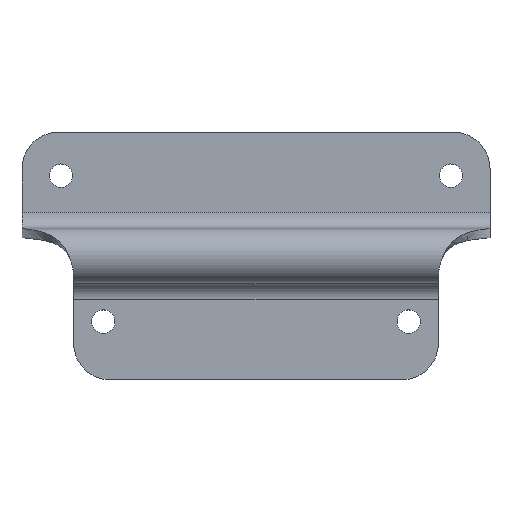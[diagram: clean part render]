
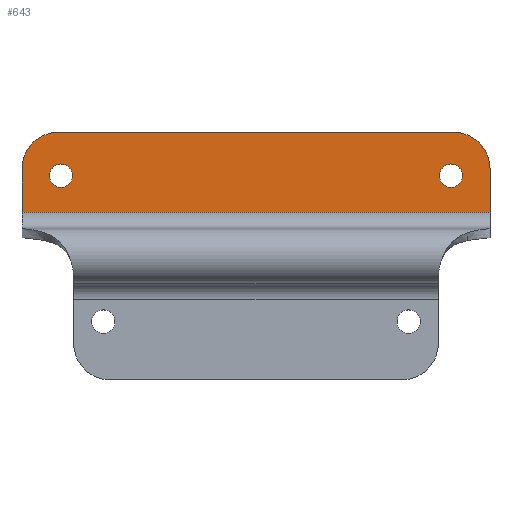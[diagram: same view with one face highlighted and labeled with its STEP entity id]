
A CAD part, top view. The second image highlights one B-rep face of the part: STEP entity #643.
In plain terms, the highlighted planar face has unit normal (0, 0, 1).
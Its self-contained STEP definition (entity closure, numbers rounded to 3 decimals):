
#33=FACE_BOUND('',#114,.T.);
#34=FACE_BOUND('',#115,.T.);
#46=PLANE('',#726);
#75=FACE_OUTER_BOUND('',#113,.T.);
#113=EDGE_LOOP('',(#567,#568,#569,#570,#571,#572));
#114=EDGE_LOOP('',(#573,#574));
#115=EDGE_LOOP('',(#575,#576));
#141=LINE('',#1069,#191);
#161=LINE('',#1197,#211);
#165=LINE('',#1211,#215);
#167=LINE('',#1214,#217);
#191=VECTOR('',#819,10.);
#211=VECTOR('',#877,10.);
#215=VECTOR('',#893,10.);
#217=VECTOR('',#897,10.);
#224=CIRCLE('',#674,2.55);
#225=CIRCLE('',#675,2.55);
#227=CIRCLE('',#678,2.55);
#228=CIRCLE('',#679,2.55);
#245=CIRCLE('',#704,8.);
#256=CIRCLE('',#727,8.);
#260=VERTEX_POINT('',#923);
#261=VERTEX_POINT('',#924);
#263=VERTEX_POINT('',#931);
#264=VERTEX_POINT('',#932);
#292=VERTEX_POINT('',#1066);
#293=VERTEX_POINT('',#1068);
#298=VERTEX_POINT('',#1080);
#315=VERTEX_POINT('',#1194);
#316=VERTEX_POINT('',#1196);
#320=VERTEX_POINT('',#1210);
#325=EDGE_CURVE('',#260,#261,#224,.T.);
#326=EDGE_CURVE('',#261,#260,#225,.T.);
#329=EDGE_CURVE('',#263,#264,#227,.T.);
#330=EDGE_CURVE('',#264,#263,#228,.T.);
#367=EDGE_CURVE('',#293,#292,#141,.T.);
#373=EDGE_CURVE('',#298,#293,#245,.T.);
#401=EDGE_CURVE('',#315,#316,#161,.T.);
#408=EDGE_CURVE('',#298,#320,#165,.T.);
#410=EDGE_CURVE('',#292,#316,#167,.T.);
#411=EDGE_CURVE('',#320,#315,#256,.T.);
#567=ORIENTED_EDGE('',*,*,#410,.T.);
#568=ORIENTED_EDGE('',*,*,#401,.F.);
#569=ORIENTED_EDGE('',*,*,#411,.F.);
#570=ORIENTED_EDGE('',*,*,#408,.F.);
#571=ORIENTED_EDGE('',*,*,#373,.T.);
#572=ORIENTED_EDGE('',*,*,#367,.T.);
#573=ORIENTED_EDGE('',*,*,#325,.T.);
#574=ORIENTED_EDGE('',*,*,#326,.T.);
#575=ORIENTED_EDGE('',*,*,#329,.T.);
#576=ORIENTED_EDGE('',*,*,#330,.T.);
#643=ADVANCED_FACE('',(#75,#33,#34),#46,.T.);
#674=AXIS2_PLACEMENT_3D('',#925,#746,#747);
#675=AXIS2_PLACEMENT_3D('',#926,#748,#749);
#678=AXIS2_PLACEMENT_3D('',#933,#755,#756);
#679=AXIS2_PLACEMENT_3D('',#934,#757,#758);
#704=AXIS2_PLACEMENT_3D('',#1081,#829,#830);
#726=AXIS2_PLACEMENT_3D('',#1213,#895,#896);
#727=AXIS2_PLACEMENT_3D('',#1215,#898,#899);
#746=DIRECTION('center_axis',(0.,0.,-1.));
#747=DIRECTION('ref_axis',(1.,0.,0.));
#748=DIRECTION('center_axis',(0.,0.,-1.));
#749=DIRECTION('ref_axis',(1.,0.,0.));
#755=DIRECTION('center_axis',(0.,0.,-1.));
#756=DIRECTION('ref_axis',(1.,0.,0.));
#757=DIRECTION('center_axis',(0.,0.,-1.));
#758=DIRECTION('ref_axis',(1.,0.,0.));
#819=DIRECTION('',(0.,-1.,0.));
#829=DIRECTION('center_axis',(0.,0.,1.));
#830=DIRECTION('ref_axis',(-0.707,0.707,0.));
#877=DIRECTION('',(0.,-1.,0.));
#893=DIRECTION('',(1.,0.,0.));
#895=DIRECTION('center_axis',(0.,0.,1.));
#896=DIRECTION('ref_axis',(0.,-1.,0.));
#897=DIRECTION('',(1.,0.,0.));
#898=DIRECTION('center_axis',(0.,0.,-1.));
#899=DIRECTION('ref_axis',(0.707,0.707,0.));
#923=CARTESIAN_POINT('',(-39.95,44.5,0.));
#924=CARTESIAN_POINT('',(-45.05,44.5,0.));
#925=CARTESIAN_POINT('Origin',(-42.5,44.5,0.));
#926=CARTESIAN_POINT('Origin',(-42.5,44.5,0.));
#931=CARTESIAN_POINT('',(45.05,44.5,0.));
#932=CARTESIAN_POINT('',(39.95,44.5,0.));
#933=CARTESIAN_POINT('Origin',(42.5,44.5,0.));
#934=CARTESIAN_POINT('Origin',(42.5,44.5,0.));
#1066=CARTESIAN_POINT('',(-51.,36.5,0.));
#1068=CARTESIAN_POINT('',(-51.,46.,0.));
#1069=CARTESIAN_POINT('',(-51.,36.5,0.));
#1080=CARTESIAN_POINT('',(-43.,54.,0.));
#1081=CARTESIAN_POINT('Origin',(-43.,46.,0.));
#1194=CARTESIAN_POINT('',(51.,46.,0.));
#1196=CARTESIAN_POINT('',(51.,36.5,0.));
#1197=CARTESIAN_POINT('',(51.,36.5,0.));
#1210=CARTESIAN_POINT('',(43.,54.,0.));
#1211=CARTESIAN_POINT('',(0.,54.,0.));
#1213=CARTESIAN_POINT('Origin',(0.,54.,0.));
#1214=CARTESIAN_POINT('',(0.,36.5,0.));
#1215=CARTESIAN_POINT('Origin',(43.,46.,0.));
